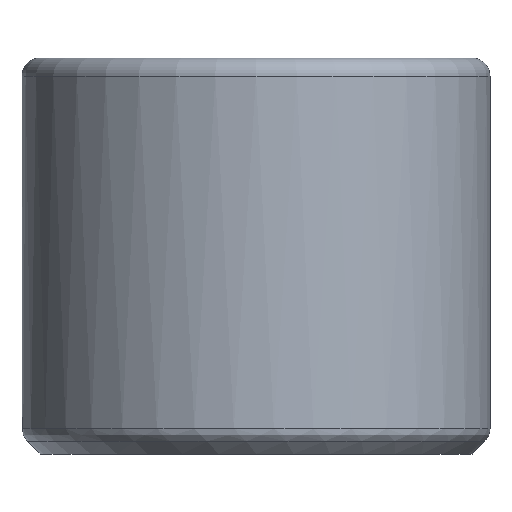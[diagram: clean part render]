
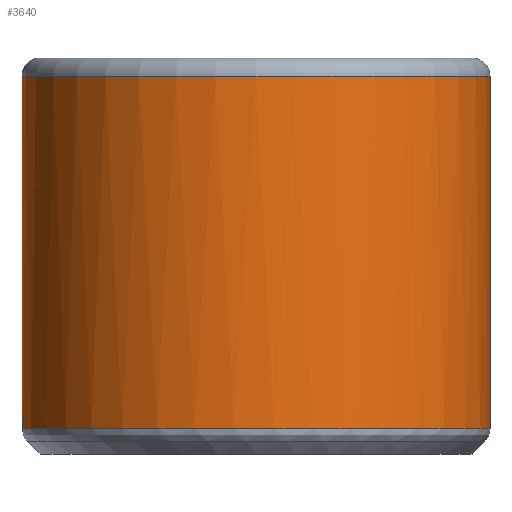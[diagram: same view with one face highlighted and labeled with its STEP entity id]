
A CAD part, front view. The second image highlights one B-rep face of the part: STEP entity #3640.
In plain terms, the highlighted cylindrical face has radius 13 mm (diameter 26 mm), a full revolution.
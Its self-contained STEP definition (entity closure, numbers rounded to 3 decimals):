
#484 = ( BOUNDED_SURFACE() B_SPLINE_SURFACE(2,14,(
    (#485,#486,#487,#488,#489,#490,#491,#492,#493,#494,#495,#496,#497
      ,#498,#499)
    ,(#500,#501,#502,#503,#504,#505,#506,#507,#508,#509,#510,#511,#512
      ,#513,#514)
    ,(#515,#516,#517,#518,#519,#520,#521,#522,#523,#524,#525,#526,#527
      ,#528,#529
)),.UNSPECIFIED.,.F.,.T.,.F.) B_SPLINE_SURFACE_WITH_KNOTS((3,3),(15,15),
  (0.,81.681),(0.,81.681),
.PIECEWISE_BEZIER_KNOTS.) GEOMETRIC_REPRESENTATION_ITEM() 
RATIONAL_B_SPLINE_SURFACE((
    (1.,1.,1.,1.,1.,1.
      ,1.,1.,1.,1.
      ,1.,1.,1.,1.,1.)
    ,(0.924,0.924,0.924,0.924
      ,0.924,0.924,0.924,0.924
      ,0.924,0.924,0.924,0.924
      ,0.924,0.924,0.924)
    ,(1.,1.,1.,1.,1.,1.
      ,1.,1.,1.,1.
      ,1.,1.,1.,1.,1.
))) REPRESENTATION_ITEM('') SURFACE() );
#485 = CARTESIAN_POINT('',(13.,0.,1.414));
#486 = CARTESIAN_POINT('',(13.,5.75,1.414
    ));
#487 = CARTESIAN_POINT('',(10.262,11.622,
    1.414));
#488 = CARTESIAN_POINT('',(4.592,16.087,1.414
    ));
#489 = CARTESIAN_POINT('',(-3.142,17.554,1.414
    ));
#490 = CARTESIAN_POINT('',(-11.153,14.649,
    1.414));
#491 = CARTESIAN_POINT('',(-16.527,8.897,1.414
    ));
#492 = CARTESIAN_POINT('',(-19.926,0.,
    1.414));
#493 = CARTESIAN_POINT('',(-16.527,-8.897,
    1.414));
#494 = CARTESIAN_POINT('',(-11.153,-14.649,
    1.414));
#495 = CARTESIAN_POINT('',(-3.142,-17.554,
    1.414));
#496 = CARTESIAN_POINT('',(4.592,-16.087,1.414)
  );
#497 = CARTESIAN_POINT('',(10.262,-11.622,1.414)
  );
#498 = CARTESIAN_POINT('',(13.,-5.75,
    1.414));
#499 = CARTESIAN_POINT('',(13.,0.,1.414));
#500 = CARTESIAN_POINT('',(13.,0.,1.));
#501 = CARTESIAN_POINT('',(13.,5.75,1.));
#502 = CARTESIAN_POINT('',(10.262,11.622,1.));
#503 = CARTESIAN_POINT('',(4.592,16.087,1.));
#504 = CARTESIAN_POINT('',(-3.142,17.554,
    1.));
#505 = CARTESIAN_POINT('',(-11.153,14.649,
    1.));
#506 = CARTESIAN_POINT('',(-16.527,8.897,1.
    ));
#507 = CARTESIAN_POINT('',(-19.926,0.,
    1.));
#508 = CARTESIAN_POINT('',(-16.527,-8.897,
    1.));
#509 = CARTESIAN_POINT('',(-11.153,-14.649,1.
    ));
#510 = CARTESIAN_POINT('',(-3.142,-17.554,
    1.));
#511 = CARTESIAN_POINT('',(4.592,-16.087,1.));
#512 = CARTESIAN_POINT('',(10.262,-11.622,1.));
#513 = CARTESIAN_POINT('',(13.,-5.75,1.));
#514 = CARTESIAN_POINT('',(13.,0.,1.));
#515 = CARTESIAN_POINT('',(12.707,0.,0.707));
#516 = CARTESIAN_POINT('',(12.707,5.62,0.707
    ));
#517 = CARTESIAN_POINT('',(10.03,11.361,
    0.707));
#518 = CARTESIAN_POINT('',(4.488,15.724,0.707)
  );
#519 = CARTESIAN_POINT('',(-3.071,17.159,
    0.707));
#520 = CARTESIAN_POINT('',(-10.901,14.319,
    0.707));
#521 = CARTESIAN_POINT('',(-16.154,8.697,0.707
    ));
#522 = CARTESIAN_POINT('',(-19.477,0.,
    0.707));
#523 = CARTESIAN_POINT('',(-16.154,-8.697,0.707
    ));
#524 = CARTESIAN_POINT('',(-10.901,-14.319,0.707));
#525 = CARTESIAN_POINT('',(-3.071,-17.159,
    0.707));
#526 = CARTESIAN_POINT('',(4.488,-15.724,0.707
    ));
#527 = CARTESIAN_POINT('',(10.03,-11.361,
    0.707));
#528 = CARTESIAN_POINT('',(12.707,-5.62,0.707)
  );
#529 = CARTESIAN_POINT('',(12.707,0.,
    0.707));
#2039 = VERTEX_POINT('',#2040);
#2040 = CARTESIAN_POINT('',(13.,0.,1.414));
#2061 = EDGE_CURVE('',#2039,#2039,#2062,.T.);
#2062 = SURFACE_CURVE('',#2063,(#2079,#2086),.PCURVE_S1.);
#2063 = ( BOUNDED_CURVE() B_SPLINE_CURVE(14,(#2064,#2065,#2066,#2067,
    #2068,#2069,#2070,#2071,#2072,#2073,#2074,#2075,#2076,#2077,#2078),
.UNSPECIFIED.,.T.,.F.) B_SPLINE_CURVE_WITH_KNOTS((15,15),(
0.,81.681),.PIECEWISE_BEZIER_KNOTS.) CURVE() 
GEOMETRIC_REPRESENTATION_ITEM() RATIONAL_B_SPLINE_CURVE((1.,1.,
    1.,1.,1.,1.,
    1.,1.,1.,1.,
    1.,1.,1.,1.,1.)) 
REPRESENTATION_ITEM('') );
#2064 = CARTESIAN_POINT('',(13.,0.,1.414));
#2065 = CARTESIAN_POINT('',(13.,5.75,
    1.414));
#2066 = CARTESIAN_POINT('',(10.262,11.622,
    1.414));
#2067 = CARTESIAN_POINT('',(4.592,16.087,
    1.414));
#2068 = CARTESIAN_POINT('',(-3.142,17.554,
    1.414));
#2069 = CARTESIAN_POINT('',(-11.153,14.649,
    1.414));
#2070 = CARTESIAN_POINT('',(-16.527,8.897,
    1.414));
#2071 = CARTESIAN_POINT('',(-19.926,0.,
    1.414));
#2072 = CARTESIAN_POINT('',(-16.527,-8.897,
    1.414));
#2073 = CARTESIAN_POINT('',(-11.153,-14.649,
    1.414));
#2074 = CARTESIAN_POINT('',(-3.142,-17.554,
    1.414));
#2075 = CARTESIAN_POINT('',(4.592,-16.087,1.414
    ));
#2076 = CARTESIAN_POINT('',(10.262,-11.622,1.414
    ));
#2077 = CARTESIAN_POINT('',(13.,-5.75,
    1.414));
#2078 = CARTESIAN_POINT('',(13.,0.,1.414));
#2079 = PCURVE('',#484,#2080);
#2080 = DEFINITIONAL_REPRESENTATION('',(#2081),#2085);
#2081 = LINE('',#2082,#2083);
#2082 = CARTESIAN_POINT('',(0.,0.));
#2083 = VECTOR('',#2084,1.);
#2084 = DIRECTION('',(0.,1.));
#2085 = ( GEOMETRIC_REPRESENTATION_CONTEXT(2) 
PARAMETRIC_REPRESENTATION_CONTEXT() REPRESENTATION_CONTEXT('2D SPACE',''
  ) );
#2086 = PCURVE('',#2087,#2092);
#2087 = CYLINDRICAL_SURFACE('',#2088,13.);
#2088 = AXIS2_PLACEMENT_3D('',#2089,#2090,#2091);
#2089 = CARTESIAN_POINT('',(0.,0.,0.));
#2090 = DIRECTION('',(-0.,-0.,-1.));
#2091 = DIRECTION('',(1.,0.,0.));
#2092 = DEFINITIONAL_REPRESENTATION('',(#2093),#2114);
#2093 = B_SPLINE_CURVE_WITH_KNOTS('',10,(#2094,#2095,#2096,#2097,#2098,
    #2099,#2100,#2101,#2102,#2103,#2104,#2105,#2106,#2107,#2108,#2109,
    #2110,#2111,#2112,#2113),.UNSPECIFIED.,.F.,.F.,(11,9,11),(
    0.,40.841,81.681),.UNSPECIFIED.);
#2094 = CARTESIAN_POINT('',(0.,-1.414));
#2095 = CARTESIAN_POINT('',(-0.31,-1.414));
#2096 = CARTESIAN_POINT('',(-0.624,-1.414));
#2097 = CARTESIAN_POINT('',(-0.94,-1.414));
#2098 = CARTESIAN_POINT('',(-1.256,-1.414));
#2099 = CARTESIAN_POINT('',(-1.57,-1.414));
#2100 = CARTESIAN_POINT('',(-1.885,-1.414));
#2101 = CARTESIAN_POINT('',(-2.199,-1.414));
#2102 = CARTESIAN_POINT('',(-2.513,-1.414));
#2103 = CARTESIAN_POINT('',(-2.827,-1.414));
#2104 = CARTESIAN_POINT('',(-3.456,-1.414));
#2105 = CARTESIAN_POINT('',(-3.77,-1.414));
#2106 = CARTESIAN_POINT('',(-4.084,-1.414));
#2107 = CARTESIAN_POINT('',(-4.398,-1.414));
#2108 = CARTESIAN_POINT('',(-4.713,-1.414));
#2109 = CARTESIAN_POINT('',(-5.027,-1.414));
#2110 = CARTESIAN_POINT('',(-5.343,-1.414));
#2111 = CARTESIAN_POINT('',(-5.659,-1.414));
#2112 = CARTESIAN_POINT('',(-5.974,-1.414));
#2113 = CARTESIAN_POINT('',(-6.283,-1.414));
#2114 = ( GEOMETRIC_REPRESENTATION_CONTEXT(2) 
PARAMETRIC_REPRESENTATION_CONTEXT() REPRESENTATION_CONTEXT('2D SPACE',''
  ) );
#3640 = ADVANCED_FACE('',(#3641),#2087,.T.);
#3641 = FACE_BOUND('',#3642,.F.);
#3642 = EDGE_LOOP('',(#3643,#3666,#3693,#3694));
#3643 = ORIENTED_EDGE('',*,*,#3644,.T.);
#3644 = EDGE_CURVE('',#2039,#3645,#3647,.T.);
#3645 = VERTEX_POINT('',#3646);
#3646 = CARTESIAN_POINT('',(13.,0.,21.));
#3647 = SEAM_CURVE('',#3648,(#3652,#3659),.PCURVE_S1.);
#3648 = LINE('',#3649,#3650);
#3649 = CARTESIAN_POINT('',(13.,0.,0.));
#3650 = VECTOR('',#3651,1.);
#3651 = DIRECTION('',(0.,0.,1.));
#3652 = PCURVE('',#2087,#3653);
#3653 = DEFINITIONAL_REPRESENTATION('',(#3654),#3658);
#3654 = LINE('',#3655,#3656);
#3655 = CARTESIAN_POINT('',(-0.,0.));
#3656 = VECTOR('',#3657,1.);
#3657 = DIRECTION('',(-0.,-1.));
#3658 = ( GEOMETRIC_REPRESENTATION_CONTEXT(2) 
PARAMETRIC_REPRESENTATION_CONTEXT() REPRESENTATION_CONTEXT('2D SPACE',''
  ) );
#3659 = PCURVE('',#2087,#3660);
#3660 = DEFINITIONAL_REPRESENTATION('',(#3661),#3665);
#3661 = LINE('',#3662,#3663);
#3662 = CARTESIAN_POINT('',(-6.283,0.));
#3663 = VECTOR('',#3664,1.);
#3664 = DIRECTION('',(-0.,-1.));
#3665 = ( GEOMETRIC_REPRESENTATION_CONTEXT(2) 
PARAMETRIC_REPRESENTATION_CONTEXT() REPRESENTATION_CONTEXT('2D SPACE',''
  ) );
#3666 = ORIENTED_EDGE('',*,*,#3667,.T.);
#3667 = EDGE_CURVE('',#3645,#3645,#3668,.T.);
#3668 = SURFACE_CURVE('',#3669,(#3674,#3681),.PCURVE_S1.);
#3669 = CIRCLE('',#3670,13.);
#3670 = AXIS2_PLACEMENT_3D('',#3671,#3672,#3673);
#3671 = CARTESIAN_POINT('',(0.,0.,21.));
#3672 = DIRECTION('',(0.,0.,1.));
#3673 = DIRECTION('',(1.,0.,-0.));
#3674 = PCURVE('',#2087,#3675);
#3675 = DEFINITIONAL_REPRESENTATION('',(#3676),#3680);
#3676 = LINE('',#3677,#3678);
#3677 = CARTESIAN_POINT('',(-0.,-21.));
#3678 = VECTOR('',#3679,1.);
#3679 = DIRECTION('',(-1.,0.));
#3680 = ( GEOMETRIC_REPRESENTATION_CONTEXT(2) 
PARAMETRIC_REPRESENTATION_CONTEXT() REPRESENTATION_CONTEXT('2D SPACE',''
  ) );
#3681 = PCURVE('',#3682,#3687);
#3682 = TOROIDAL_SURFACE('',#3683,12.,1.);
#3683 = AXIS2_PLACEMENT_3D('',#3684,#3685,#3686);
#3684 = CARTESIAN_POINT('',(0.,0.,21.));
#3685 = DIRECTION('',(0.,0.,1.));
#3686 = DIRECTION('',(1.,0.,-0.));
#3687 = DEFINITIONAL_REPRESENTATION('',(#3688),#3692);
#3688 = LINE('',#3689,#3690);
#3689 = CARTESIAN_POINT('',(0.,0.));
#3690 = VECTOR('',#3691,1.);
#3691 = DIRECTION('',(1.,0.));
#3692 = ( GEOMETRIC_REPRESENTATION_CONTEXT(2) 
PARAMETRIC_REPRESENTATION_CONTEXT() REPRESENTATION_CONTEXT('2D SPACE',''
  ) );
#3693 = ORIENTED_EDGE('',*,*,#3644,.F.);
#3694 = ORIENTED_EDGE('',*,*,#2061,.F.);
